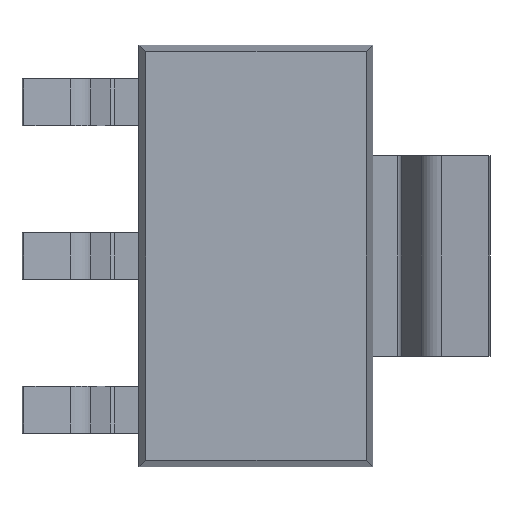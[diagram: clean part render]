
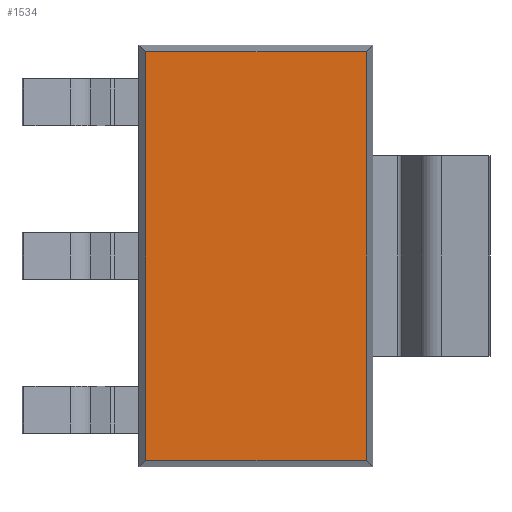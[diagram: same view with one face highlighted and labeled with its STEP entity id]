
A CAD part, front view. The second image highlights one B-rep face of the part: STEP entity #1534.
In plain terms, the highlighted planar face has unit normal (0, -1, 0).
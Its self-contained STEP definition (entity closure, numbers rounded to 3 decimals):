
#22 = VECTOR ( 'NONE', #2118, 1000. ) ;
#37 = CARTESIAN_POINT ( 'NONE',  ( 1.652, 0.1, 3.052 ) ) ;
#45 = PLANE ( 'NONE',  #1770 ) ;
#48 = ORIENTED_EDGE ( 'NONE', *, *, #2120, .T. ) ;
#129 = CARTESIAN_POINT ( 'NONE',  ( 1.652, 0.1, -3.052 ) ) ;
#181 = LINE ( 'NONE', #1628, #1656 ) ;
#189 = EDGE_CURVE ( 'NONE', #381, #1563, #181, .T. ) ;
#191 = DIRECTION ( 'NONE',  ( 0., 0., -1. ) ) ;
#238 = DIRECTION ( 'NONE',  ( 0., -1., 0. ) ) ;
#283 = ORIENTED_EDGE ( 'NONE', *, *, #189, .T. ) ;
#353 = VECTOR ( 'NONE', #1879, 1000. ) ;
#381 = VERTEX_POINT ( 'NONE', #435 ) ;
#435 = CARTESIAN_POINT ( 'NONE',  ( -1.652, 0.1, 3.052 ) ) ;
#440 = CARTESIAN_POINT ( 'NONE',  ( 1.75, 0.1, 3.052 ) ) ;
#694 = DIRECTION ( 'NONE',  ( 0., 0., -1. ) ) ;
#708 = EDGE_CURVE ( 'NONE', #1698, #381, #1772, .T. ) ;
#717 = VECTOR ( 'NONE', #1723, 1000. ) ;
#731 = LINE ( 'NONE', #1748, #22 ) ;
#733 = LINE ( 'NONE', #1681, #717 ) ;
#789 = VERTEX_POINT ( 'NONE', #129 ) ;
#818 = EDGE_LOOP ( 'NONE', ( #904, #48, #1722, #283 ) ) ;
#904 = ORIENTED_EDGE ( 'NONE', *, *, #2006, .T. ) ;
#1071 = CARTESIAN_POINT ( 'NONE',  ( -1.652, 0.1, -3.052 ) ) ;
#1246 = FACE_OUTER_BOUND ( 'NONE', #818, .T. ) ;
#1534 = ADVANCED_FACE ( 'NONE', ( #1246 ), #45, .T. ) ;
#1562 = CARTESIAN_POINT ( 'NONE',  ( 0., 0.1, 0. ) ) ;
#1563 = VERTEX_POINT ( 'NONE', #1071 ) ;
#1628 = CARTESIAN_POINT ( 'NONE',  ( -1.652, 0.1, 3.15 ) ) ;
#1656 = VECTOR ( 'NONE', #694, 1000. ) ;
#1681 = CARTESIAN_POINT ( 'NONE',  ( -1.75, 0.1, -3.052 ) ) ;
#1698 = VERTEX_POINT ( 'NONE', #37 ) ;
#1722 = ORIENTED_EDGE ( 'NONE', *, *, #708, .T. ) ;
#1723 = DIRECTION ( 'NONE',  ( 1., 0., 0. ) ) ;
#1748 = CARTESIAN_POINT ( 'NONE',  ( 1.652, 0.1, -3.15 ) ) ;
#1770 = AXIS2_PLACEMENT_3D ( 'NONE', #1562, #238, #191 ) ;
#1772 = LINE ( 'NONE', #440, #353 ) ;
#1879 = DIRECTION ( 'NONE',  ( -1., 0., 0. ) ) ;
#2006 = EDGE_CURVE ( 'NONE', #1563, #789, #733, .T. ) ;
#2118 = DIRECTION ( 'NONE',  ( 0., 0., 1. ) ) ;
#2120 = EDGE_CURVE ( 'NONE', #789, #1698, #731, .T. ) ;
